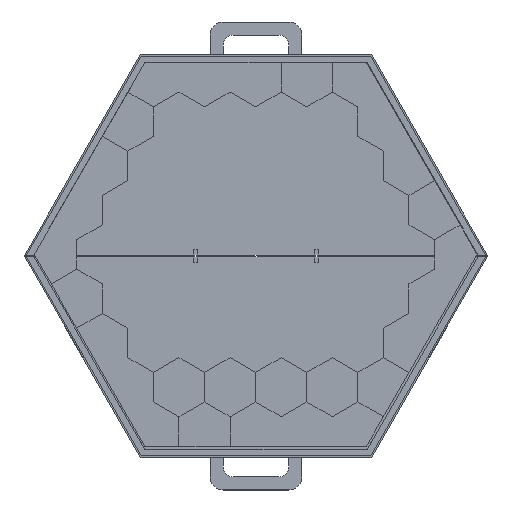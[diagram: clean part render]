
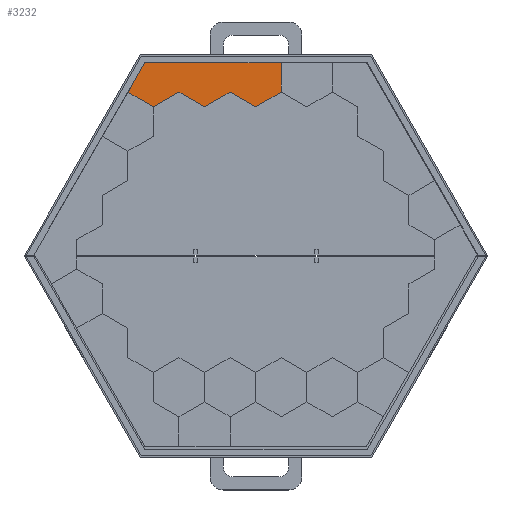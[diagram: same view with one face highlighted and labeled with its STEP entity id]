
A CAD part, top view. The second image highlights one B-rep face of the part: STEP entity #3232.
In plain terms, the highlighted planar face has unit normal (0, 0, 1).
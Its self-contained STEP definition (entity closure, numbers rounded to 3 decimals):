
#2192=FACE_OUTER_BOUND('',#5785,.T.);
#3232=ADVANCED_FACE('',(#2192),#4259,.T.);
#4259=PLANE('',#23620);
#5785=EDGE_LOOP('',(#11654,#11655,#11656,#11657,#11658,#11659,#11660,#11661,
#11662));
#11654=ORIENTED_EDGE('',*,*,#16628,.T.);
#11655=ORIENTED_EDGE('',*,*,#16632,.T.);
#11656=ORIENTED_EDGE('',*,*,#16635,.T.);
#11657=ORIENTED_EDGE('',*,*,#16638,.T.);
#11658=ORIENTED_EDGE('',*,*,#16641,.T.);
#11659=ORIENTED_EDGE('',*,*,#16644,.T.);
#11660=ORIENTED_EDGE('',*,*,#16647,.T.);
#11661=ORIENTED_EDGE('',*,*,#16650,.T.);
#11662=ORIENTED_EDGE('',*,*,#16652,.T.);
#13680=VERTEX_POINT('',#34931);
#13681=VERTEX_POINT('',#34933);
#13683=VERTEX_POINT('',#34939);
#13685=VERTEX_POINT('',#34945);
#13687=VERTEX_POINT('',#34951);
#13689=VERTEX_POINT('',#34957);
#13691=VERTEX_POINT('',#34963);
#13693=VERTEX_POINT('',#34969);
#13695=VERTEX_POINT('',#34975);
#16628=EDGE_CURVE('',#13681,#13680,#19570,.T.);
#16632=EDGE_CURVE('',#13680,#13683,#19574,.T.);
#16635=EDGE_CURVE('',#13683,#13685,#19577,.T.);
#16638=EDGE_CURVE('',#13685,#13687,#19580,.T.);
#16641=EDGE_CURVE('',#13687,#13689,#19583,.T.);
#16644=EDGE_CURVE('',#13689,#13691,#19586,.T.);
#16647=EDGE_CURVE('',#13691,#13693,#19589,.T.);
#16650=EDGE_CURVE('',#13693,#13695,#19592,.T.);
#16652=EDGE_CURVE('',#13695,#13681,#19594,.T.);
#19570=LINE('',#34932,#22512);
#19574=LINE('',#34940,#22516);
#19577=LINE('',#34946,#22519);
#19580=LINE('',#34952,#22522);
#19583=LINE('',#34958,#22525);
#19586=LINE('',#34964,#22528);
#19589=LINE('',#34970,#22531);
#19592=LINE('',#34976,#22534);
#19594=LINE('',#34979,#22536);
#22512=VECTOR('',#28720,1.);
#22516=VECTOR('',#28726,1.);
#22519=VECTOR('',#28731,1.);
#22522=VECTOR('',#28736,1.);
#22525=VECTOR('',#28741,1.);
#22528=VECTOR('',#28746,1.);
#22531=VECTOR('',#28751,1.);
#22534=VECTOR('',#28756,1.);
#22536=VECTOR('',#28760,1.);
#23620=AXIS2_PLACEMENT_3D('',#34981,#28763,#28764);
#28720=DIRECTION('',(0.,-1.,0.));
#28726=DIRECTION('',(1.,0.,0.));
#28731=DIRECTION('',(0.5,0.866,0.));
#28736=DIRECTION('',(-0.866,0.5,0.));
#28741=DIRECTION('',(-0.866,-0.5,0.));
#28746=DIRECTION('',(-0.866,0.5,0.));
#28751=DIRECTION('',(-0.866,-0.5,0.));
#28756=DIRECTION('',(-0.866,0.5,0.));
#28760=DIRECTION('',(-0.866,-0.5,0.));
#28763=DIRECTION('',(0.,0.,1.));
#28764=DIRECTION('',(1.,0.,0.));
#34931=CARTESIAN_POINT('',(0.,0.,2.));
#34932=CARTESIAN_POINT('',(0.,0.,2.));
#34933=CARTESIAN_POINT('',(0.,45.,2.));
#34939=CARTESIAN_POINT('',(207.846,0.,2.));
#34940=CARTESIAN_POINT('',(0.,0.,2.));
#34945=CARTESIAN_POINT('',(233.827,45.,2.));
#34946=CARTESIAN_POINT('',(207.846,0.,2.));
#34951=CARTESIAN_POINT('',(194.856,67.5,2.));
#34952=CARTESIAN_POINT('',(194.856,67.5,2.));
#34957=CARTESIAN_POINT('',(155.885,45.,2.));
#34958=CARTESIAN_POINT('',(155.885,45.,2.));
#34963=CARTESIAN_POINT('',(116.913,67.5,2.));
#34964=CARTESIAN_POINT('',(116.913,67.5,2.));
#34969=CARTESIAN_POINT('',(77.942,45.,2.));
#34970=CARTESIAN_POINT('',(77.942,45.,2.));
#34975=CARTESIAN_POINT('',(38.971,67.5,2.));
#34976=CARTESIAN_POINT('',(38.971,67.5,2.));
#34979=CARTESIAN_POINT('',(0.,45.,2.));
#34981=CARTESIAN_POINT('',(0.,0.,2.));
